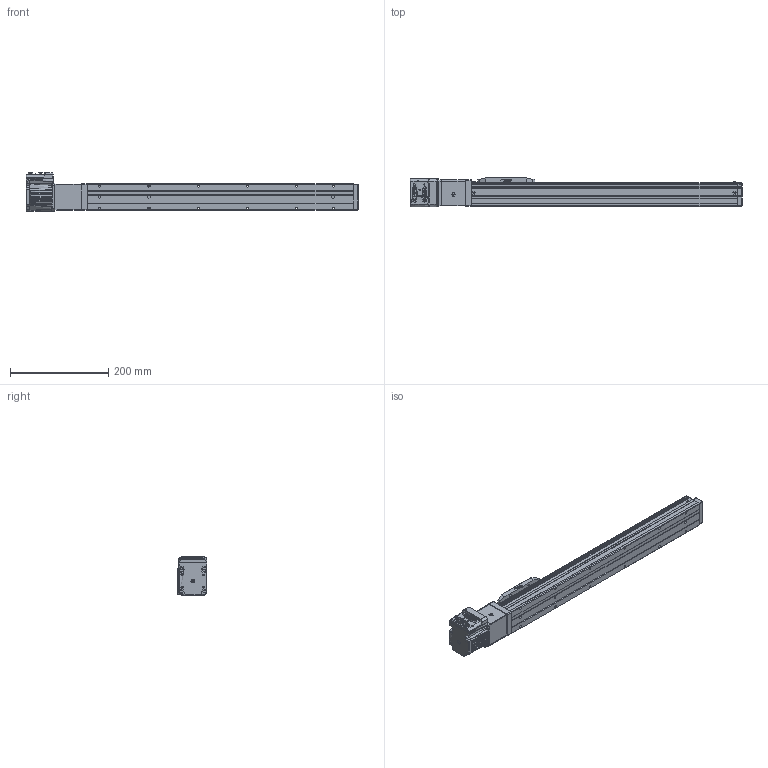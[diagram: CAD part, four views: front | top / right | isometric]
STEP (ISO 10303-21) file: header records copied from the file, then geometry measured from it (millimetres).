
FILE_DESCRIPTION (( 'STEP AP214' ), '1' );
FILE_NAME ('ST540240-3165.STEP', '2023-11-28T07:18:30', ( '' ), ( '' ), 'SwSTEP 2.0', 'SolidWorks 2020', '' );
FILE_SCHEMA (( 'AUTOMOTIVE_DESIGN' ));
Length unit declared in the file: millimetre
Products named in the file (1): ST540240-3165
Bounding box: 675.07 x 60.88 x 78.18 mm (x, y, z)
Topology: 0 solids, 44 shells, 1674 faces, 4069 edges, 2448 vertices
Faces by surface type: cylinder 636, plane 593, cone 150, torus 127, bspline 122, sphere 46
Full cylindrical faces by diameter (mm): 1.016 x1
Entity records: 82515 total; most frequent: CARTESIAN_POINT 30670, ORIENTED_EDGE 7777, DIRECTION 5269, EDGE_CURVE 3944, VERTEX_POINT 2438, B_SPLINE_CURVE_WITH_KNOTS 2142, AXIS2_PLACEMENT_3D 2085, EDGE_LOOP 1875
